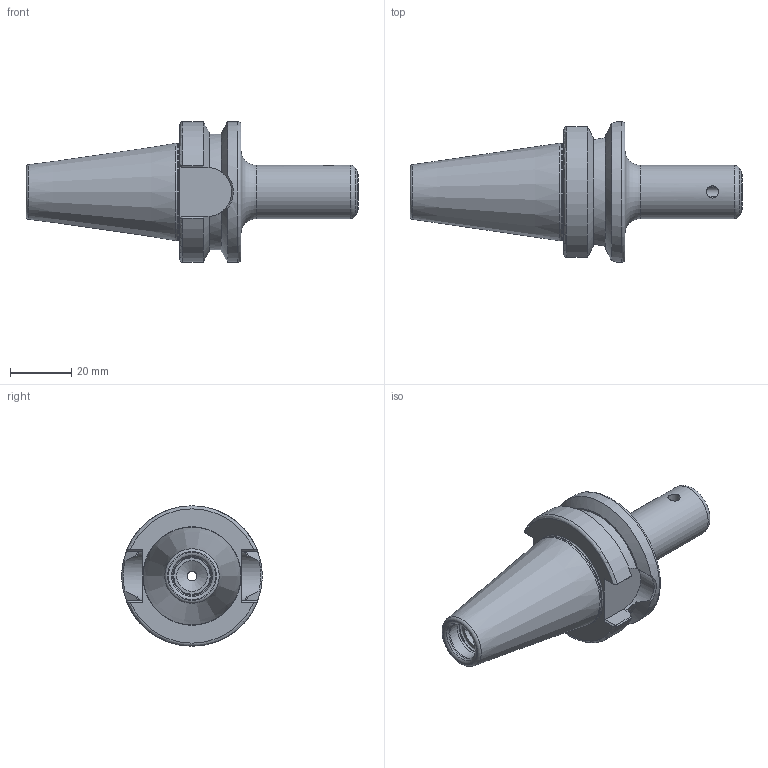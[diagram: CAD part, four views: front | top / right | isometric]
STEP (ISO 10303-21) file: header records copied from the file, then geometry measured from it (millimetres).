
FILE_DESCRIPTION(/* description */ (''),/* implementation_level */ '2;1');
FILE_NAME(/* name */ 'BT30-EM012-0236.stp',/* time_stamp */ '2019-07-22T10:32:11-05:00',/* author */ ('ldfli'),/* organization */ (''),/* preprocessor_version */ 'ST-DEVELOPER v18',/* originating_system */ 'Autodesk Inventor LT',/* authorisation */ '');
FILE_SCHEMA (('AUTOMOTIVE_DESIGN { 1 0 10303 214 3 1 1 }'));
Length unit declared in the file: millimetre
Products named in the file (1): BT30-EM012-0236
Bounding box: 108.74 x 46 x 46 mm (x, y, z)
Volume: 54550.5 mm3; surface area: 15153.9 mm2
Topology: 1 solids, 1 shells, 73 faces, 224 edges, 155 vertices
Faces by surface type: plane 23, cylinder 14, torus 14, cone 12, bspline 10
Full cylindrical faces by diameter (mm): 3.175 x1, 3.962 x1, 10.106 x1, 12.5 x1, 13.1 x1, 17.526 x1, 31.496 x1, 46 x1
Entity records: 3176 total; most frequent: CARTESIAN_POINT 1147, ORIENTED_EDGE 448, DIRECTION 403, EDGE_CURVE 224, AXIS2_PLACEMENT_3D 169, VERTEX_POINT 155, CIRCLE 105, EDGE_LOOP 79
